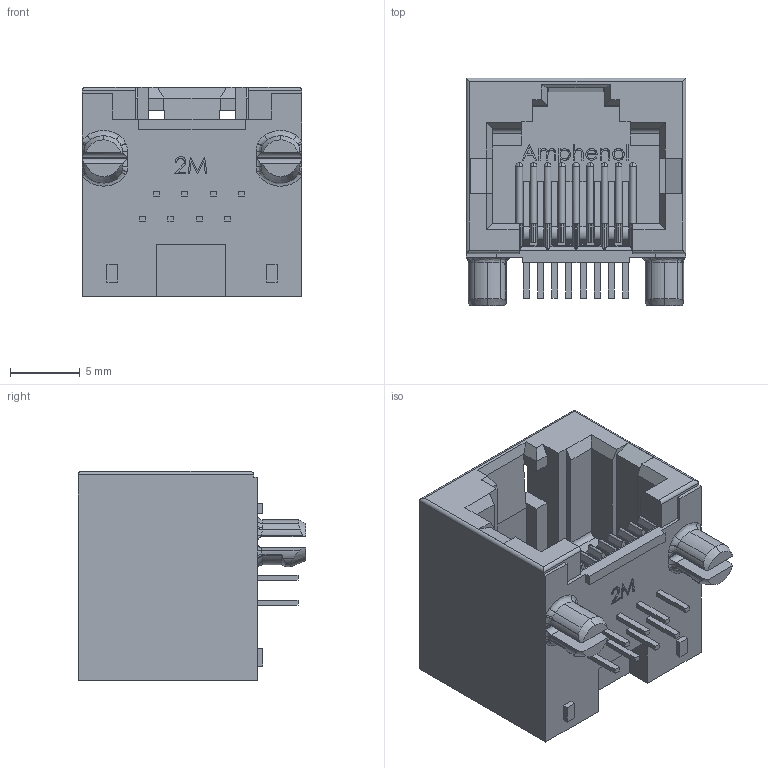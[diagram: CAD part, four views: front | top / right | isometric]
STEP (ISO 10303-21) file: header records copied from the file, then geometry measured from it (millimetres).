
FILE_DESCRIPTION (( 'STEP AP203' ), '1' );
FILE_NAME ('M-RJHSE-5080-010-4-REVT1.STEP', '2021-08-06T06:46:43', ( '' ), ( '' ), 'SwSTEP 2.0', 'SolidWorks 2019', '' );
FILE_SCHEMA (( 'CONFIG_CONTROL_DESIGN' ));
Length unit declared in the file: millimetre
Products named in the file (1): M-RJHSE-5080-010-4-REVT1
Bounding box: 15.75 x 16.31 x 14.99 mm (x, y, z)
Volume: 1910.3 mm3; surface area: 2133.4 mm2
Topology: 1 solids, 1 shells, 716 faces, 2011 edges, 1325 vertices
Faces by surface type: plane 459, cylinder 149, bspline 100, cone 8
Entity records: 27457 total; most frequent: CARTESIAN_POINT 10372, ORIENTED_EDGE 4022, DIRECTION 2762, EDGE_CURVE 2011, VERTEX_POINT 1325, VECTOR 1270, LINE 1270, EDGE_LOOP 764
